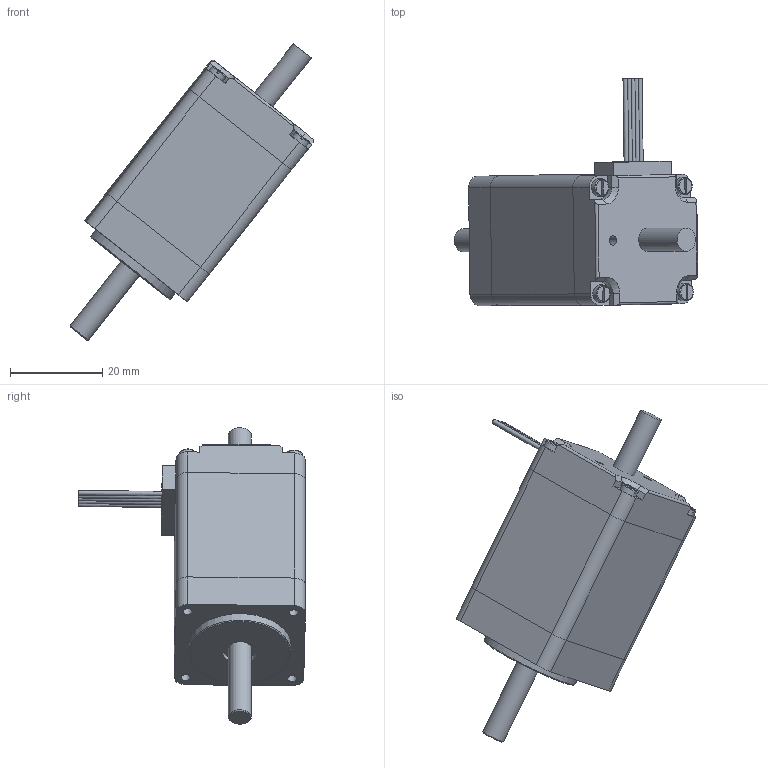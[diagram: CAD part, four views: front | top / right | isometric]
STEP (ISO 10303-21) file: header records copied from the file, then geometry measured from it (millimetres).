
FILE_DESCRIPTION((''),'2;1');
FILE_NAME('STEPPING_MOTOR_ST2818M1006_B.stp','2013-11-06T14:51:00',('schneid_a'),(''),'Autodesk Inventor 2010','Autodesk Inventor 2010','');
FILE_SCHEMA(('AUTOMOTIVE_DESIGN { 1 0 10303 214 1 1 1 1 }'));
Length unit declared in the file: millimetre
Products named in the file (8): STEPPING_MOTOR_ST2818M1006_B; Stator_ST2818_M; Endcap_ST2818; Frontcap_ST2818; leads_4_ST2818; shaft_forward_ST2818; shaft_rear_5x13.5; Schrauben_ISO1207_M2
Assembly tree (10 placements, depth 2):
  STEPPING_MOTOR_ST2818M1006_B
    Stator_ST2818_M
    Endcap_ST2818
    Frontcap_ST2818
    leads_4_ST2818
    shaft_forward_ST2818
    shaft_rear_5x13.5
    Schrauben_ISO1207_M2  x4
Bounding box: 52.73 x 49.13 x 64.16 mm (x, y, z)
Volume: 35972.8 mm3; surface area: 11310.9 mm2
Topology: 11 solids, 11 shells, 160 faces, 378 edges, 238 vertices
Faces by surface type: plane 88, cylinder 54, cone 10, torus 8
Full cylindrical faces by diameter (mm): 1 x11, 2.013 x6, 2.2 x4, 3.8 x4, 5 x3, 7.5 x1, 22 x1
Entity records: 3899 total; most frequent: DIRECTION 690, CARTESIAN_POINT 637, ORIENTED_EDGE 542, AXIS2_PLACEMENT_3D 272, EDGE_CURVE 271, EDGE_LOOP 182, VERTEX_POINT 179, VECTOR 146
